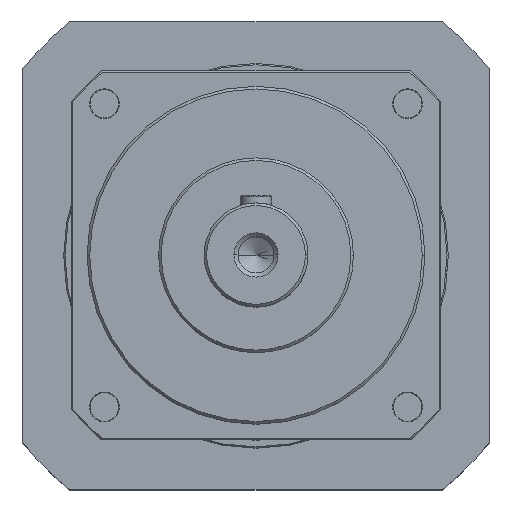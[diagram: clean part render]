
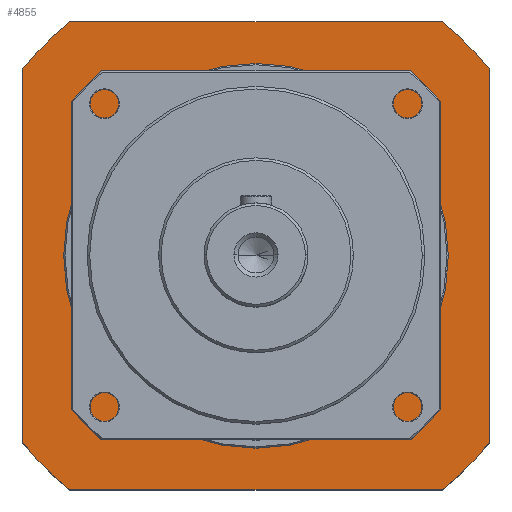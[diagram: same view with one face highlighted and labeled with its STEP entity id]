
A CAD part, top view. The second image highlights one B-rep face of the part: STEP entity #4855.
In plain terms, the highlighted planar face has unit normal (0, 0, 1).
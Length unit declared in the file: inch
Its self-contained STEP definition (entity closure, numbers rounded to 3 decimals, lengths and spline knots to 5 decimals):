
#17 = EDGE_CURVE ( 'NONE', #301, #292, #528, .T. ) ;
#66 = DIRECTION ( 'NONE',  ( 0., 1., 0. ) ) ;
#110 = CARTESIAN_POINT ( 'NONE',  ( 1.06509, -1.8992, -3.25019 ) ) ;
#120 = ORIENTED_EDGE ( 'NONE', *, *, #4624, .F. ) ;
#141 = CIRCLE ( 'NONE', #3632, 4.52756 ) ;
#151 = VERTEX_POINT ( 'NONE', #4778 ) ;
#292 = VERTEX_POINT ( 'NONE', #1210 ) ;
#301 = VERTEX_POINT ( 'NONE', #4231 ) ;
#337 = DIRECTION ( 'NONE',  ( 0., -1., 0. ) ) ;
#341 = ORIENTED_EDGE ( 'NONE', *, *, #17, .F. ) ;
#362 = DIRECTION ( 'NONE',  ( 0., 1., 0. ) ) ;
#380 = AXIS2_PLACEMENT_3D ( 'NONE', #670, #4427, #2198 ) ;
#528 = LINE ( 'NONE', #2820, #3360 ) ;
#575 = LINE ( 'NONE', #2097, #2990 ) ;
#584 = ORIENTED_EDGE ( 'NONE', *, *, #2931, .F. ) ;
#670 = CARTESIAN_POINT ( 'NONE',  ( 1.06509, -0.12755, -3.25019 ) ) ;
#846 = VERTEX_POINT ( 'NONE', #3693 ) ;
#900 = DIRECTION ( 'NONE',  ( 0., 0., -1. ) ) ;
#1032 = EDGE_CURVE ( 'NONE', #151, #4138, #575, .T. ) ;
#1065 = DIRECTION ( 'NONE',  ( -1., 0., 0. ) ) ;
#1117 = CARTESIAN_POINT ( 'NONE',  ( 4.6084, -2.94602, -3.25019 ) ) ;
#1119 = CARTESIAN_POINT ( 'NONE',  ( 1.06509, -0.12755, -3.25019 ) ) ;
#1210 = CARTESIAN_POINT ( 'NONE',  ( 3.88356, 3.41576, -3.25019 ) ) ;
#1275 = VECTOR ( 'NONE', #1065, 39.37008 ) ;
#1333 = CIRCLE ( 'NONE', #3631, 4.52756 ) ;
#1487 = VECTOR ( 'NONE', #3305, 39.37008 ) ;
#1497 = AXIS2_PLACEMENT_3D ( 'NONE', #4156, #2656, #362 ) ;
#1498 = ORIENTED_EDGE ( 'NONE', *, *, #2906, .F. ) ;
#1609 = DIRECTION ( 'NONE',  ( 0., 0., -1. ) ) ;
#1653 = CIRCLE ( 'NONE', #4425, 4.52756 ) ;
#1947 = EDGE_LOOP ( 'NONE', ( #584, #4784, #1498, #120, #4036, #2963, #3921, #341 ) ) ;
#2000 = DIRECTION ( 'NONE',  ( 0., 0., 1. ) ) ;
#2072 = CARTESIAN_POINT ( 'NONE',  ( 1.06509, -0.12755, -3.25019 ) ) ;
#2091 = EDGE_CURVE ( 'NONE', #3498, #4604, #4797, .T. ) ;
#2097 = CARTESIAN_POINT ( 'NONE',  ( 4.6084, -0.12755, -3.25019 ) ) ;
#2116 = CARTESIAN_POINT ( 'NONE',  ( -2.47821, -0.12755, -3.25019 ) ) ;
#2148 = CARTESIAN_POINT ( 'NONE',  ( 3.88356, -3.67086, -3.25019 ) ) ;
#2198 = DIRECTION ( 'NONE',  ( 0., -1., 0. ) ) ;
#2216 = CIRCLE ( 'NONE', #380, 1.77165 ) ;
#2656 = DIRECTION ( 'NONE',  ( 0., 0., -1. ) ) ;
#2730 = FACE_OUTER_BOUND ( 'NONE', #1947, .T. ) ;
#2820 = CARTESIAN_POINT ( 'NONE',  ( 1.06509, 3.41576, -3.25019 ) ) ;
#2849 = CARTESIAN_POINT ( 'NONE',  ( 1.06509, -0.12755, -3.25019 ) ) ;
#2906 = EDGE_CURVE ( 'NONE', #3317, #3498, #141, .T. ) ;
#2931 = EDGE_CURVE ( 'NONE', #4604, #301, #4662, .T. ) ;
#2946 = AXIS2_PLACEMENT_3D ( 'NONE', #3101, #3421, #337 ) ;
#2952 = CARTESIAN_POINT ( 'NONE',  ( -2.47821, -2.94602, -3.25019 ) ) ;
#2963 = ORIENTED_EDGE ( 'NONE', *, *, #1032, .F. ) ;
#2990 = VECTOR ( 'NONE', #3612, 39.37008 ) ;
#3071 = EDGE_LOOP ( 'NONE', ( #4378, #3567 ) ) ;
#3088 = EDGE_CURVE ( 'NONE', #846, #3102, #4018, .T. ) ;
#3101 = CARTESIAN_POINT ( 'NONE',  ( 1.06509, -0.12755, -3.25019 ) ) ;
#3102 = VERTEX_POINT ( 'NONE', #110 ) ;
#3241 = CARTESIAN_POINT ( 'NONE',  ( 1.06509, -3.67086, -3.25019 ) ) ;
#3305 = DIRECTION ( 'NONE',  ( 0., 1., 0. ) ) ;
#3316 = AXIS2_PLACEMENT_3D ( 'NONE', #2849, #2000, #3517 ) ;
#3317 = VERTEX_POINT ( 'NONE', #4552 ) ;
#3360 = VECTOR ( 'NONE', #3584, 39.37008 ) ;
#3366 = EDGE_CURVE ( 'NONE', #292, #151, #1653, .T. ) ;
#3421 = DIRECTION ( 'NONE',  ( 0., 0., -1. ) ) ;
#3423 = CARTESIAN_POINT ( 'NONE',  ( 1.06509, -0.12755, -3.25019 ) ) ;
#3465 = DIRECTION ( 'NONE',  ( 0., 1., 0. ) ) ;
#3498 = VERTEX_POINT ( 'NONE', #2952 ) ;
#3517 = DIRECTION ( 'NONE',  ( 0., -1., 0. ) ) ;
#3567 = ORIENTED_EDGE ( 'NONE', *, *, #3088, .F. ) ;
#3584 = DIRECTION ( 'NONE',  ( 1., 0., 0. ) ) ;
#3612 = DIRECTION ( 'NONE',  ( 0., -1., 0. ) ) ;
#3631 = AXIS2_PLACEMENT_3D ( 'NONE', #2072, #900, #4703 ) ;
#3632 = AXIS2_PLACEMENT_3D ( 'NONE', #3423, #1609, #66 ) ;
#3693 = CARTESIAN_POINT ( 'NONE',  ( 1.06509, 1.6441, -3.25019 ) ) ;
#3817 = PLANE ( 'NONE',  #2946 ) ;
#3911 = CARTESIAN_POINT ( 'NONE',  ( -2.47821, 2.69092, -3.25019 ) ) ;
#3921 = ORIENTED_EDGE ( 'NONE', *, *, #3366, .F. ) ;
#3981 = VERTEX_POINT ( 'NONE', #2148 ) ;
#4018 = CIRCLE ( 'NONE', #3316, 1.77165 ) ;
#4036 = ORIENTED_EDGE ( 'NONE', *, *, #4057, .F. ) ;
#4057 = EDGE_CURVE ( 'NONE', #4138, #3981, #1333, .T. ) ;
#4138 = VERTEX_POINT ( 'NONE', #1117 ) ;
#4156 = CARTESIAN_POINT ( 'NONE',  ( 1.06509, -0.12755, -3.25019 ) ) ;
#4184 = EDGE_CURVE ( 'NONE', #3102, #846, #2216, .T. ) ;
#4231 = CARTESIAN_POINT ( 'NONE',  ( -1.75338, 3.41576, -3.25019 ) ) ;
#4232 = DIRECTION ( 'NONE',  ( 0., 0., -1. ) ) ;
#4378 = ORIENTED_EDGE ( 'NONE', *, *, #4184, .F. ) ;
#4425 = AXIS2_PLACEMENT_3D ( 'NONE', #1119, #4232, #3465 ) ;
#4427 = DIRECTION ( 'NONE',  ( 0., 0., 1. ) ) ;
#4552 = CARTESIAN_POINT ( 'NONE',  ( -1.75338, -3.67086, -3.25019 ) ) ;
#4556 = FACE_BOUND ( 'NONE', #3071, .T. ) ;
#4604 = VERTEX_POINT ( 'NONE', #3911 ) ;
#4624 = EDGE_CURVE ( 'NONE', #3981, #3317, #4785, .T. ) ;
#4662 = CIRCLE ( 'NONE', #1497, 4.52756 ) ;
#4703 = DIRECTION ( 'NONE',  ( 0., 1., 0. ) ) ;
#4778 = CARTESIAN_POINT ( 'NONE',  ( 4.6084, 2.69092, -3.25019 ) ) ;
#4784 = ORIENTED_EDGE ( 'NONE', *, *, #2091, .F. ) ;
#4785 = LINE ( 'NONE', #3241, #1275 ) ;
#4797 = LINE ( 'NONE', #2116, #1487 ) ;
#4855 = ADVANCED_FACE ( 'NONE', ( #4556, #2730 ), #3817, .F. ) ;
